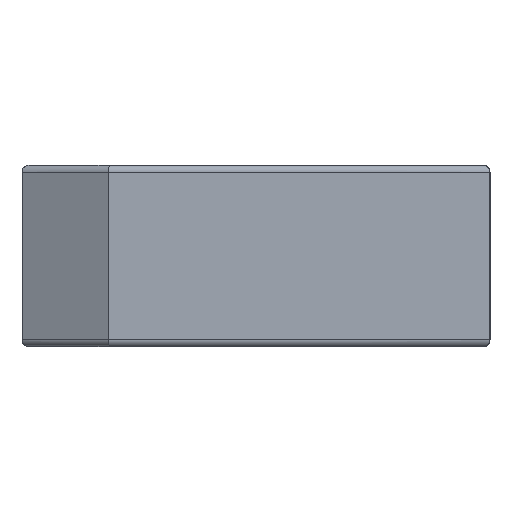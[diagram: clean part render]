
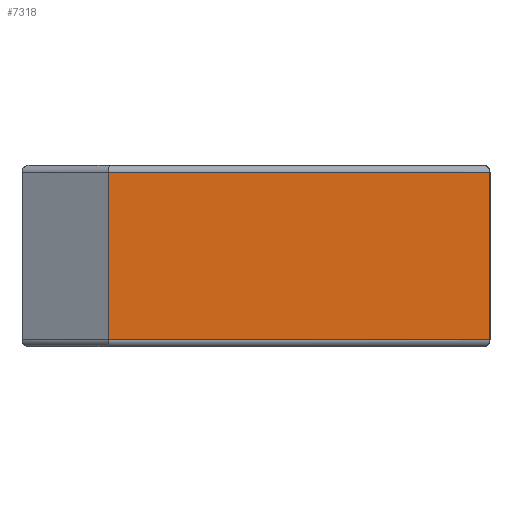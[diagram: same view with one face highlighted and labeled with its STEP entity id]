
A CAD part, left-side view. The second image highlights one B-rep face of the part: STEP entity #7318.
In plain terms, the highlighted planar face has unit normal (-1, 0, 0).
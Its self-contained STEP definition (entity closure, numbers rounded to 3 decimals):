
#92 = CARTESIAN_POINT ( 'NONE',  ( -46.002, 42.097, 20.055 ) ) ;
#108 = DIRECTION ( 'NONE',  ( 0., 1., 0. ) ) ;
#116 = PLANE ( 'NONE',  #2445 ) ;
#162 = FACE_OUTER_BOUND ( 'NONE', #653, .T. ) ;
#653 = EDGE_LOOP ( 'NONE', ( #3503, #7771, #5238, #1262 ) ) ;
#834 = CARTESIAN_POINT ( 'NONE',  ( -46.002, -0.134, 19.251 ) ) ;
#1061 = VERTEX_POINT ( 'NONE', #4236 ) ;
#1150 = VERTEX_POINT ( 'NONE', #8191 ) ;
#1262 = ORIENTED_EDGE ( 'NONE', *, *, #5811, .T. ) ;
#1476 = DIRECTION ( 'NONE',  ( 0., -1., 0. ) ) ;
#1485 = VECTOR ( 'NONE', #1476, 1000. ) ;
#1534 = EDGE_CURVE ( 'NONE', #7080, #1061, #8379, .T. ) ;
#2189 = EDGE_CURVE ( 'NONE', #1061, #6466, #9683, .T. ) ;
#2445 = AXIS2_PLACEMENT_3D ( 'NONE', #3169, #4641, #7714 ) ;
#2677 = CARTESIAN_POINT ( 'NONE',  ( -46.002, -0.134, 20.055 ) ) ;
#2685 = CARTESIAN_POINT ( 'NONE',  ( -46.002, 42.097, 19.251 ) ) ;
#3169 = CARTESIAN_POINT ( 'NONE',  ( -46.002, -0.134, 20.055 ) ) ;
#3503 = ORIENTED_EDGE ( 'NONE', *, *, #1534, .T. ) ;
#4236 = CARTESIAN_POINT ( 'NONE',  ( -46.002, 42.097, 0.749 ) ) ;
#4641 = DIRECTION ( 'NONE',  ( 1., 0., 0. ) ) ;
#5206 = CARTESIAN_POINT ( 'NONE',  ( -46.002, -0.134, 0.749 ) ) ;
#5238 = ORIENTED_EDGE ( 'NONE', *, *, #5605, .F. ) ;
#5605 = EDGE_CURVE ( 'NONE', #1150, #6466, #9382, .T. ) ;
#5655 = DIRECTION ( 'NONE',  ( 0., 0., -1. ) ) ;
#5811 = EDGE_CURVE ( 'NONE', #1150, #7080, #8398, .T. ) ;
#5982 = CARTESIAN_POINT ( 'NONE',  ( -46.002, -0.134, 0.749 ) ) ;
#6408 = VECTOR ( 'NONE', #7593, 1000. ) ;
#6466 = VERTEX_POINT ( 'NONE', #5982 ) ;
#7080 = VERTEX_POINT ( 'NONE', #2685 ) ;
#7318 = ADVANCED_FACE ( 'NONE', ( #162 ), #116, .F. ) ;
#7564 = VECTOR ( 'NONE', #5655, 1000. ) ;
#7593 = DIRECTION ( 'NONE',  ( 0., 0., -1. ) ) ;
#7714 = DIRECTION ( 'NONE',  ( 0., 0., -1. ) ) ;
#7771 = ORIENTED_EDGE ( 'NONE', *, *, #2189, .T. ) ;
#8191 = CARTESIAN_POINT ( 'NONE',  ( -46.002, -0.134, 19.251 ) ) ;
#8379 = LINE ( 'NONE', #92, #6408 ) ;
#8398 = LINE ( 'NONE', #834, #9611 ) ;
#9382 = LINE ( 'NONE', #2677, #7564 ) ;
#9611 = VECTOR ( 'NONE', #108, 1000. ) ;
#9683 = LINE ( 'NONE', #5206, #1485 ) ;
